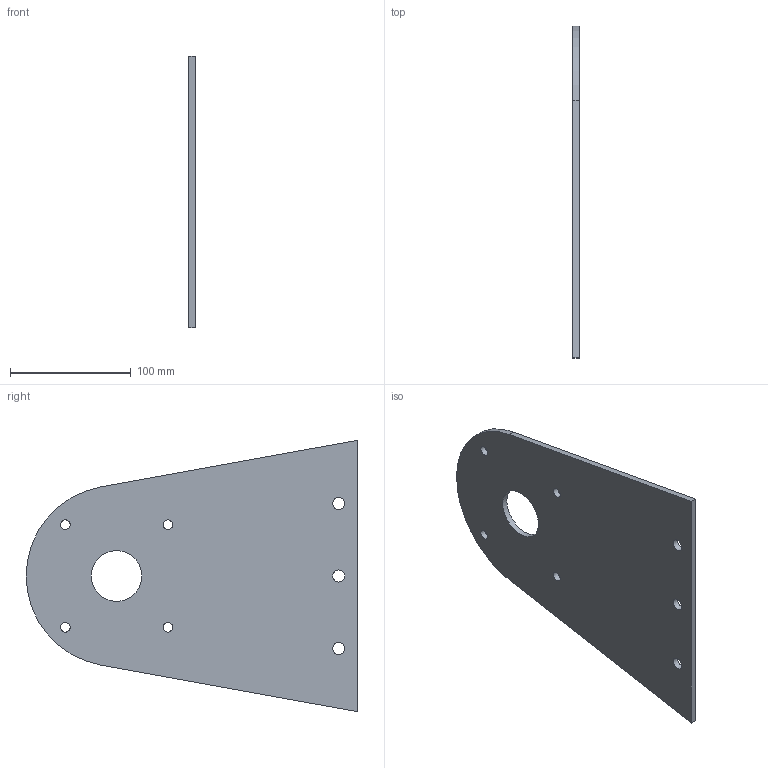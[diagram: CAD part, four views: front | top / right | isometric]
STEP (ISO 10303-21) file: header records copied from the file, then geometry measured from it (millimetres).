
FILE_DESCRIPTION(/* description */ (''),/* implementation_level */ '2;1');
FILE_NAME(/* name */ 'chasis bracket(2- pieces).stp',/* time_stamp */ '2021-03-09T15:42:25+05:00',/* author */ ('ASUS'),/* organization */ (''),/* preprocessor_version */ 'ST-DEVELOPER v18.1',/* originating_system */ 'Autodesk Inventor 2021',/* authorisation */ '');
FILE_SCHEMA (('AUTOMOTIVE_DESIGN { 1 0 10303 214 3 1 1 }'));
Length unit declared in the file: millimetre
Products named in the file (1): chasis bracket
Bounding box: 5 x 275 x 225 mm (x, y, z)
Volume: 223846.6 mm3; surface area: 95509.5 mm2
Topology: 1 solids, 1 shells, 14 faces, 39 edges, 27 vertices
Faces by surface type: cylinder 9, plane 5
Full cylindrical faces by diameter (mm): 8 x4, 10 x3, 42 x1
Entity records: 541 total; most frequent: DIRECTION 90, CARTESIAN_POINT 81, ORIENTED_EDGE 78, EDGE_CURVE 39, AXIS2_PLACEMENT_3D 36, EDGE_LOOP 30, VERTEX_POINT 27, CIRCLE 21
